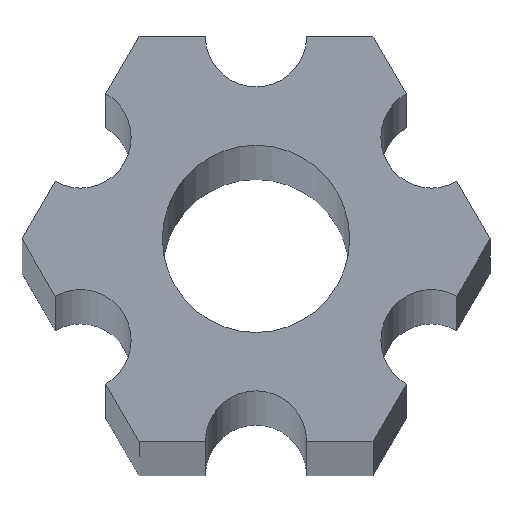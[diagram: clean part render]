
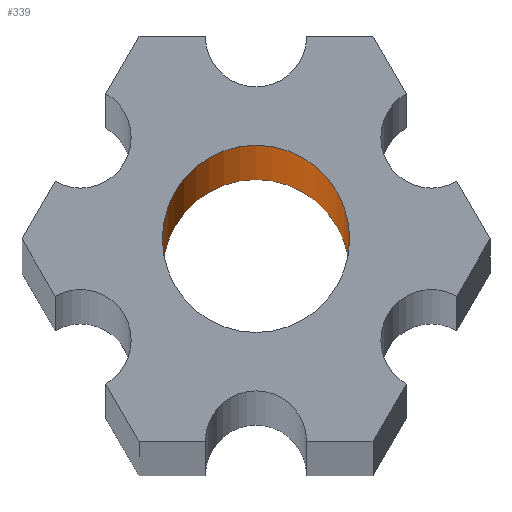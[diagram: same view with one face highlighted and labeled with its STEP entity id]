
A CAD part, top view. The second image highlights one B-rep face of the part: STEP entity #339.
In plain terms, the highlighted cylindrical face has radius 2.934 mm (diameter 5.867 mm), a partial arc.
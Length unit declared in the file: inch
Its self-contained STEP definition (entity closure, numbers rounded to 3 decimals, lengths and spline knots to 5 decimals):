
#43 = DIRECTION ( 'NONE',  ( 0., 0., 1. ) ) ;
#104 = CARTESIAN_POINT ( 'NONE',  ( 0.1155, 0., 0. ) ) ;
#115 = DIRECTION ( 'NONE',  ( 0., 0., 1. ) ) ;
#143 = AXIS2_PLACEMENT_3D ( 'NONE', #689, #417, #214 ) ;
#151 = ORIENTED_EDGE ( 'NONE', *, *, #686, .T. ) ;
#214 = DIRECTION ( 'NONE',  ( -1., 0., 0. ) ) ;
#221 = CARTESIAN_POINT ( 'NONE',  ( -0.1155, 0., 0. ) ) ;
#265 = FACE_OUTER_BOUND ( 'NONE', #487, .T. ) ;
#272 = AXIS2_PLACEMENT_3D ( 'NONE', #571, #43, #631 ) ;
#307 = CARTESIAN_POINT ( 'NONE',  ( -0.1155, 0., 24.25 ) ) ;
#327 = ORIENTED_EDGE ( 'NONE', *, *, #336, .F. ) ;
#336 = EDGE_CURVE ( 'NONE', #632, #521, #458, .T. ) ;
#339 = ADVANCED_FACE ( 'NONE', ( #265 ), #829, .F. ) ;
#355 = EDGE_CURVE ( 'NONE', #521, #579, #668, .T. ) ;
#411 = ORIENTED_EDGE ( 'NONE', *, *, #429, .T. ) ;
#417 = DIRECTION ( 'NONE',  ( 0., 0., -1. ) ) ;
#429 = EDGE_CURVE ( 'NONE', #443, #579, #539, .T. ) ;
#443 = VERTEX_POINT ( 'NONE', #733 ) ;
#458 = LINE ( 'NONE', #677, #497 ) ;
#487 = EDGE_LOOP ( 'NONE', ( #327, #151, #411, #568 ) ) ;
#497 = VECTOR ( 'NONE', #559, 39.37008 ) ;
#506 = DIRECTION ( 'NONE',  ( 1., 0., 0. ) ) ;
#521 = VERTEX_POINT ( 'NONE', #104 ) ;
#533 = CARTESIAN_POINT ( 'NONE',  ( 0.1155, 0., 24.25 ) ) ;
#539 = LINE ( 'NONE', #307, #570 ) ;
#559 = DIRECTION ( 'NONE',  ( 0., 0., -1. ) ) ;
#568 = ORIENTED_EDGE ( 'NONE', *, *, #355, .F. ) ;
#570 = VECTOR ( 'NONE', #643, 39.37008 ) ;
#571 = CARTESIAN_POINT ( 'NONE',  ( 0., 0., 0. ) ) ;
#576 = CARTESIAN_POINT ( 'NONE',  ( 0., 0., 24.25 ) ) ;
#579 = VERTEX_POINT ( 'NONE', #221 ) ;
#580 = AXIS2_PLACEMENT_3D ( 'NONE', #576, #115, #506 ) ;
#631 = DIRECTION ( 'NONE',  ( 1., 0., 0. ) ) ;
#632 = VERTEX_POINT ( 'NONE', #533 ) ;
#643 = DIRECTION ( 'NONE',  ( 0., 0., -1. ) ) ;
#668 = CIRCLE ( 'NONE', #272, 0.1155 ) ;
#677 = CARTESIAN_POINT ( 'NONE',  ( 0.1155, 0., 24.25 ) ) ;
#686 = EDGE_CURVE ( 'NONE', #632, #443, #717, .T. ) ;
#689 = CARTESIAN_POINT ( 'NONE',  ( 0., 0., 24.25 ) ) ;
#717 = CIRCLE ( 'NONE', #580, 0.1155 ) ;
#733 = CARTESIAN_POINT ( 'NONE',  ( -0.1155, 0., 24.25 ) ) ;
#829 = CYLINDRICAL_SURFACE ( 'NONE', #143, 0.1155 ) ;
